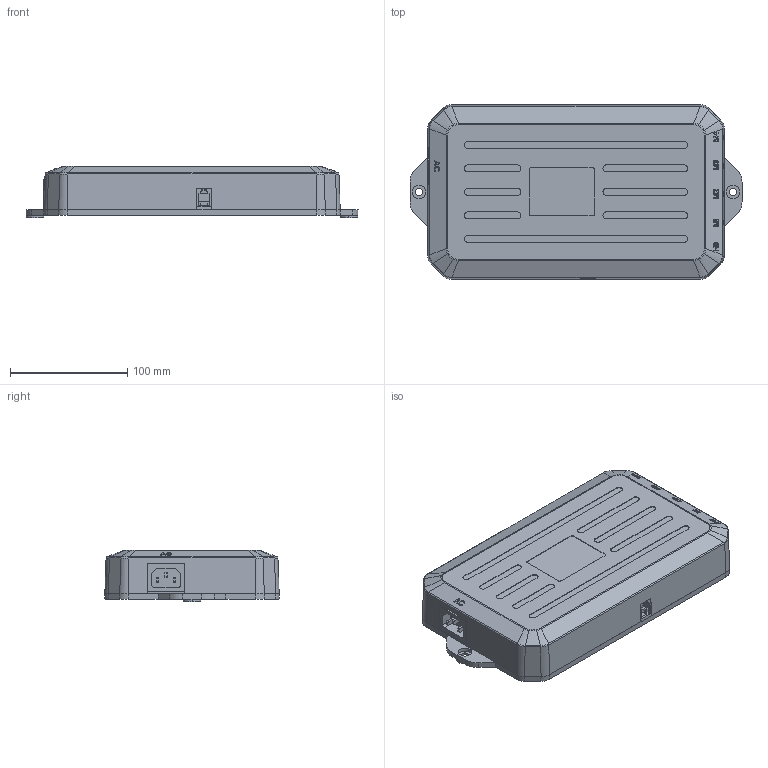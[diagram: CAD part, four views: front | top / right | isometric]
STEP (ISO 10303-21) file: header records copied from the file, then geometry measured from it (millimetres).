
FILE_DESCRIPTION((''),'2;1');
FILE_NAME('ASM0005_ASM','2020-01-03T13:34:44',('u'),('捷昌驱动'),'CREO PARAMETRIC BY PTC INC, 2018100','CREO PARAMETRIC BY PTC INC, 2018100','');
FILE_SCHEMA(('CONFIG_CONTROL_DESIGN'));
Length unit declared in the file: millimetre
Products named in the file (5): 5557-6AW1111; 80001; 60001; 0002; ASM0005_ASM
Assembly tree (7 placements, depth 2):
  ASM0005_ASM
    5557-6AW1111  x4
    80001
    60001
    0002
Bounding box: 282.93 x 148.58 x 44 mm (x, y, z)
Volume: 14536.8 mm3; surface area: 167171.8 mm2
Topology: 7 solids, 9 shells, 1330 faces, 3702 edges, 2482 vertices
Faces by surface type: plane 1075, cylinder 167, bspline 40, cone 24, torus 24
Entity records: 36546 total; most frequent: CARTESIAN_POINT 8718, ORIENTED_EDGE 5966, DIRECTION 5336, EDGE_CURVE 3045, VECTOR 2332, LINE 2332, VERTEX_POINT 2050, AXIS2_PLACEMENT_3D 1502
